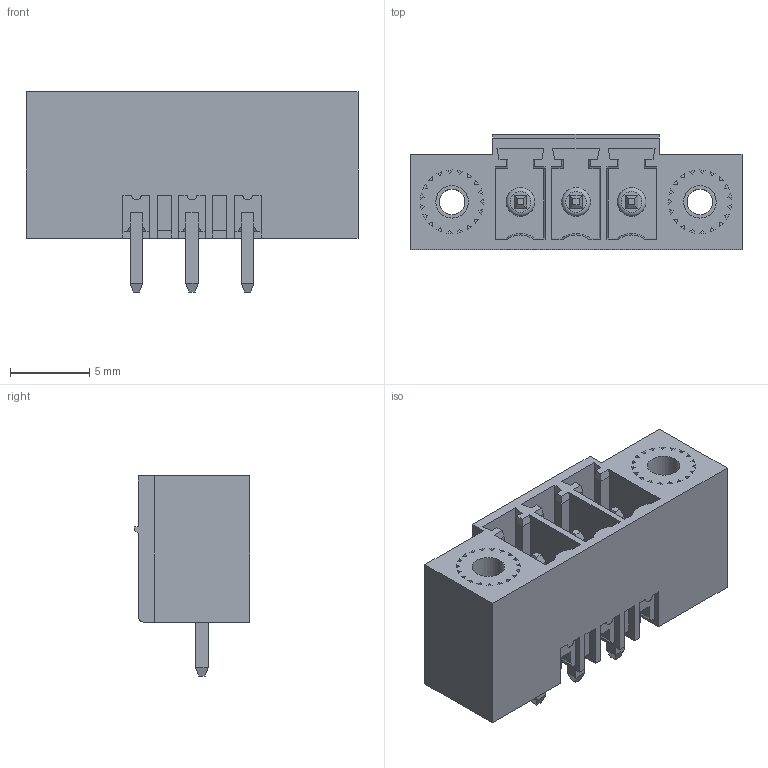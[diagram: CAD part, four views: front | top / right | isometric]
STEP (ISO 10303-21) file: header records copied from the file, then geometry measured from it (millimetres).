
FILE_DESCRIPTION(('STEP AP214'),'1');
FILE_NAME('PV03-3,5-V-K.stp','2018-11-29T12:05:25',(' '),(' '),'Spatial InterOp 3D',' ',' ');
FILE_SCHEMA(('AUTOMOTIVE_DESIGN { 1 0 10303 214 1 1 1 1 }'));
Length unit declared in the file: metre
Products named in the file (1): 1
Bounding box: 20.9 x 7.25 x 12.6 mm (x, y, z)
Volume: 866.6 mm3; surface area: 1474.4 mm2
Topology: 1 solids, 1 shells, 368 faces, 901 edges, 584 vertices
Faces by surface type: plane 310, cylinder 52, cone 3, torus 3
Full cylindrical faces by diameter (mm): 1.6 x2, 1.8 x3, 2.05 x2
Entity records: 13497 total; most frequent: CARTESIAN_POINT 1848, ORIENTED_EDGE 1768, DIRECTION 1726, EDGE_CURVE 884, LINE 768, VECTOR 768, VERTEX_POINT 577, AXIS2_PLACEMENT_3D 479
